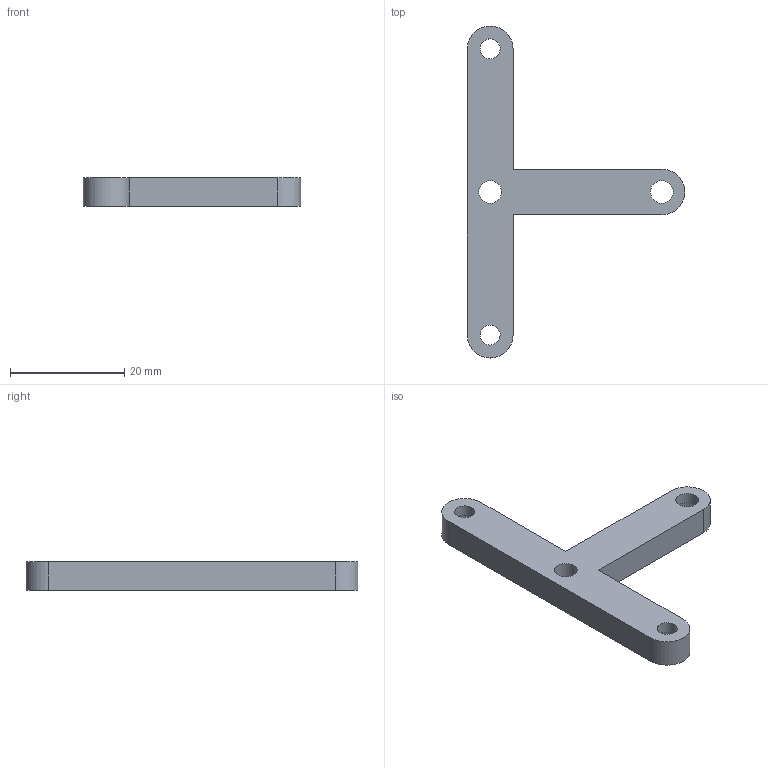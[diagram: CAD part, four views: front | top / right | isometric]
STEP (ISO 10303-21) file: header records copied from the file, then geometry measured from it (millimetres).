
FILE_DESCRIPTION(/* description */ (''),/* implementation_level */ '2;1');
FILE_NAME(/* name */ 'Steering Mechanisim actuator.step',/* time_stamp */ '2024-09-11T13:47:53+02:00',/* author */ (''),/* organization */ (''),/* preprocessor_version */ 'ST-DEVELOPER v20',/* originating_system */ 'Autodesk Translation Framework v13.14.0.145',/* authorisation */ '');
FILE_SCHEMA (('AUTOMOTIVE_DESIGN { 1 0 10303 214 3 1 1 }'));
Length unit declared in the file: millimetre
Products named in the file (1): Steering Mechanisim actuator
Bounding box: 38 x 58 x 5 mm (x, y, z)
Volume: 3036.1 mm3; surface area: 2488.1 mm2
Topology: 1 solids, 1 shells, 20 faces, 45 edges, 30 vertices
Faces by surface type: cylinder 10, plane 10
Full cylindrical faces by diameter (mm): 3.5 x2, 4 x2, 6 x3
Entity records: 618 total; most frequent: DIRECTION 107, CARTESIAN_POINT 96, ORIENTED_EDGE 90, EDGE_CURVE 45, AXIS2_PLACEMENT_3D 41, EDGE_LOOP 31, VERTEX_POINT 30, LINE 25
